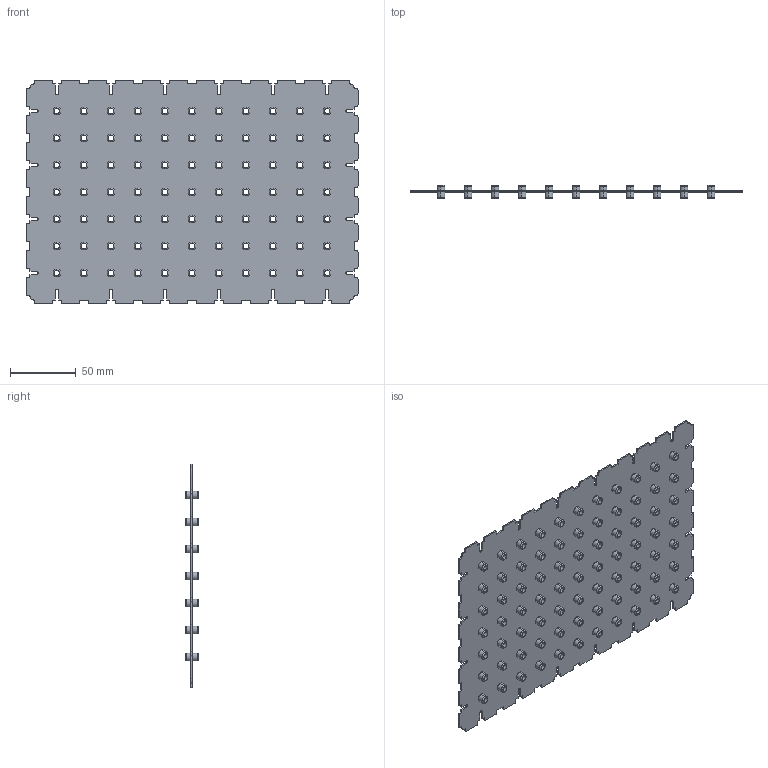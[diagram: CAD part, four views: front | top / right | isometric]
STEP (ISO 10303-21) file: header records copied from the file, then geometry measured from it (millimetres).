
FILE_DESCRIPTION (( 'STEP AP214' ), '1' );
FILE_NAME ('isolator.STEP', '2016-03-09T19:29:58', ( '' ), ( '' ), 'SwSTEP 2.0', 'SolidWorks 2016', '' );
FILE_SCHEMA (( 'AUTOMOTIVE_DESIGN' ));
Length unit declared in the file: millimetre
Products named in the file (1): isolator
Bounding box: 252.03 x 10 x 169.99 mm (x, y, z)
Volume: 50911.6 mm3; surface area: 103925.1 mm2
Topology: 1 solids, 1 shells, 1122 faces, 2744 edges, 1624 vertices
Faces by surface type: cylinder 580, torus 308, plane 234
Entity records: 33250 total; most frequent: DIRECTION 6458, CARTESIAN_POINT 5491, ORIENTED_EDGE 5488, EDGE_CURVE 2744, AXIS2_PLACEMENT_3D 2591, VERTEX_POINT 1624, CIRCLE 1468, LINE 1276
